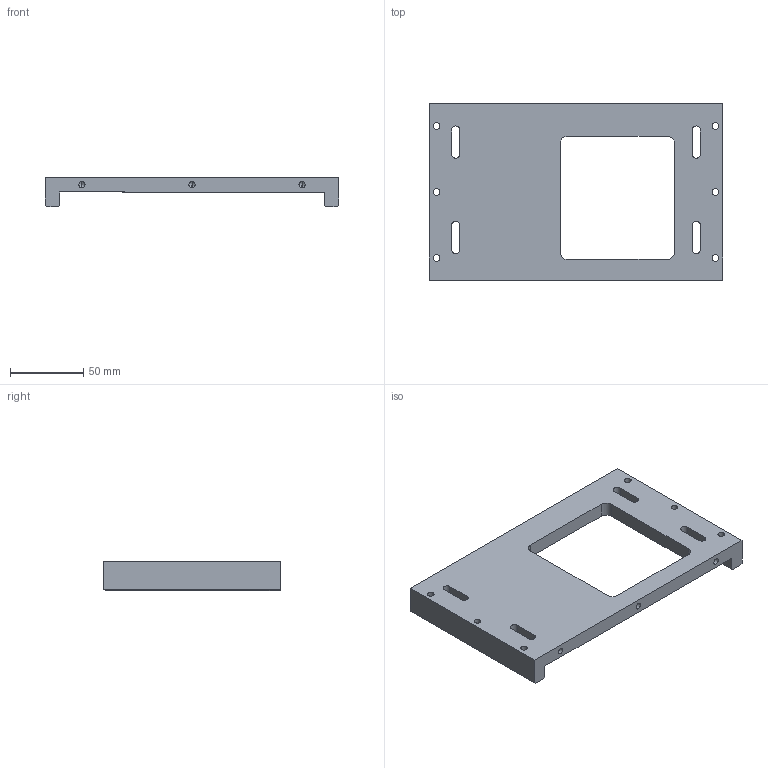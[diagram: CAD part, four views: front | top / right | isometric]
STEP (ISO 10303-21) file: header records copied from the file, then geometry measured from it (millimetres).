
FILE_DESCRIPTION (( 'STEP AP214' ), '1' );
FILE_NAME ('GalvoGuidePlate.STEP', '2022-09-06T14:48:28', ( '' ), ( '' ), 'SwSTEP 2.0', 'SolidWorks 2020', '' );
FILE_SCHEMA (( 'AUTOMOTIVE_DESIGN' ));
Length unit declared in the file: millimetre
Products named in the file (1): GalvoGuidePlate
Bounding box: 200 x 120 x 20 mm (x, y, z)
Volume: 191424.2 mm3; surface area: 52495 mm2
Topology: 1 solids, 1 shells, 64 faces, 176 edges, 111 vertices
Faces by surface type: cylinder 30, plane 28, cone 6
Entity records: 2142 total; most frequent: DIRECTION 360, CARTESIAN_POINT 346, ORIENTED_EDGE 340, EDGE_CURVE 170, AXIS2_PLACEMENT_3D 125, VERTEX_POINT 111, VECTOR 110, LINE 110
